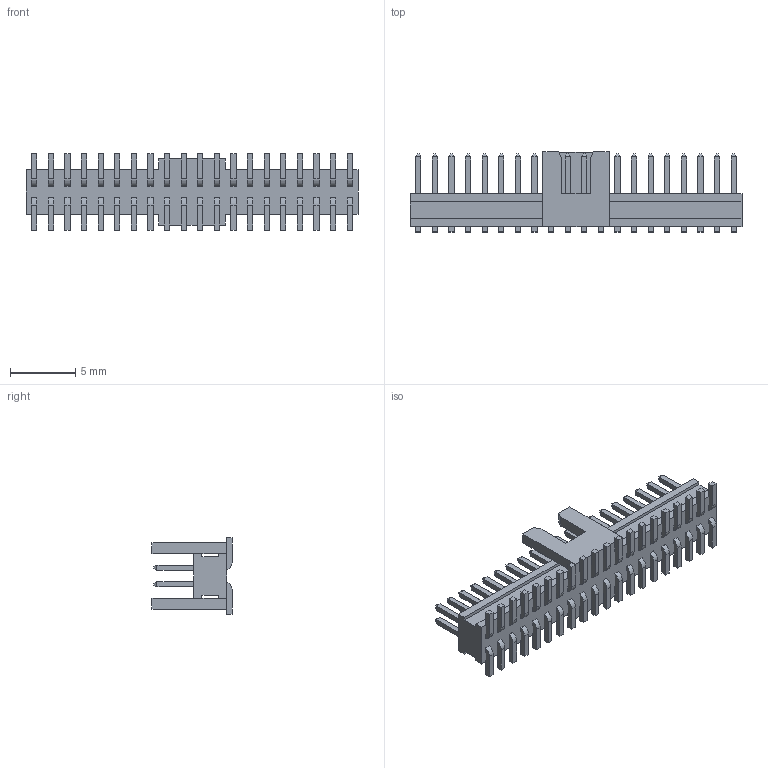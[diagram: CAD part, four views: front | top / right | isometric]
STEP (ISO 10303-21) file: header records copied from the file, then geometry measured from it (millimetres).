
FILE_DESCRIPTION(/* description */ ('STEP AP214'),/* implementation_level */ '2;1');
FILE_NAME(/* name */ 'FTSH-120-01-L-DV-K',/* time_stamp */ '2024-11-18T00:37:21+01:00',/* author */ ('License CC BY-ND 4.0'),/* organization */ ('CADENAS'),/* preprocessor_version */ 'ST-DEVELOPER v19.3',/* originating_system */ 'PARTsolutions',/* authorisation */ ' ');
FILE_SCHEMA (('AUTOMOTIVE_DESIGN {1 0 10303 214 3 1 1}'));
Length unit declared in the file: inch
Products named in the file (4): FTSH-120-01-L-DV-K; FTSH-120-01-L-DV-K_body; FTSH-120-01-L-DV-K_pins1; FTSH-120-01-L-DV-K_pins2
Assembly tree (3 placements, depth 2):
  FTSH-120-01-L-DV-K
    FTSH-120-01-L-DV-K_body
    FTSH-120-01-L-DV-K_pins1
    FTSH-120-01-L-DV-K_pins2
Bounding box: 25.4 x 6.12 x 5.84 mm (x, y, z)
Volume: 332.2 mm3; surface area: 1244.3 mm2
Topology: 3 solids, 3 shells, 846 faces, 2336 edges, 1500 vertices
Faces by surface type: plane 806, cylinder 40
Entity records: 26465 total; most frequent: CARTESIAN_POINT 4686, ORIENTED_EDGE 4672, DIRECTION 4116, EDGE_CURVE 2336, LINE 2256, VECTOR 2256, VERTEX_POINT 1500, AXIS2_PLACEMENT_3D 930
